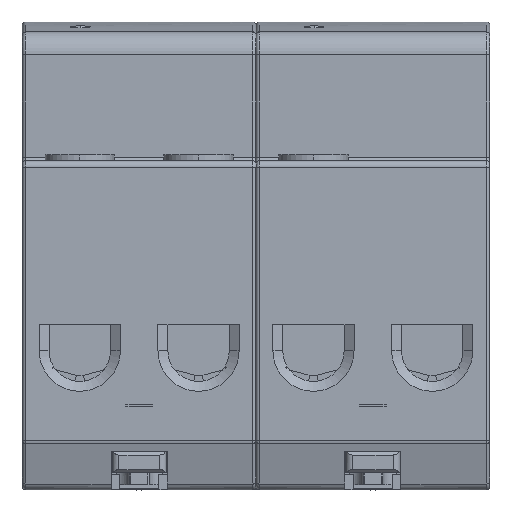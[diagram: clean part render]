
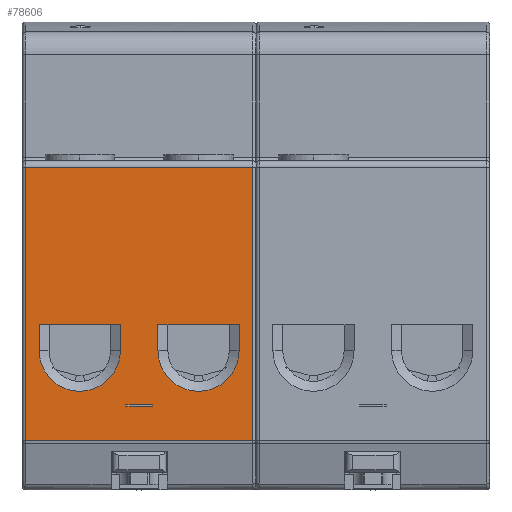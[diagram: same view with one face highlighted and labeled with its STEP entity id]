
A CAD part, left-side view. The second image highlights one B-rep face of the part: STEP entity #78606.
In plain terms, the highlighted planar face has unit normal (-1, 0, 0).
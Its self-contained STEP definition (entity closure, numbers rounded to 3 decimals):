
#2766=DIRECTION('',(0.,-1.,0.));
#2767=VECTOR('',#2766,34.4);
#2768=CARTESIAN_POINT('',(-45.2,17.2,1.71));
#2769=LINE('',#2768,#2767);
#2774=DIRECTION('',(0.,-1.,0.));
#2775=VECTOR('',#2774,4.);
#2776=CARTESIAN_POINT('',(-45.2,2.,6.9));
#2777=LINE('',#2776,#2775);
#2778=DIRECTION('',(0.,0.,1.));
#2779=VECTOR('',#2778,0.2);
#2780=CARTESIAN_POINT('',(-45.2,-2.,6.9));
#2781=LINE('',#2780,#2779);
#2782=DIRECTION('',(0.,1.,0.));
#2783=VECTOR('',#2782,12.3);
#2784=CARTESIAN_POINT('',(-45.2,2.85,19.25));
#2785=LINE('',#2784,#2783);
#2786=DIRECTION('',(0.,0.,-1.));
#2787=VECTOR('',#2786,3.95);
#2788=CARTESIAN_POINT('',(-45.2,15.15,19.25));
#2789=LINE('',#2788,#2787);
#2790=CARTESIAN_POINT('',(-45.2,9.,15.3));
#2791=DIRECTION('',(-1.,0.,0.));
#2792=DIRECTION('',(0.,1.,0.));
#2793=AXIS2_PLACEMENT_3D('',#2790,#2791,#2792);
#2795=CARTESIAN_POINT('',(-45.2,9.,15.3));
#2796=DIRECTION('',(-1.,0.,0.));
#2797=DIRECTION('',(0.,0.,-1.));
#2798=AXIS2_PLACEMENT_3D('',#2795,#2796,#2797);
#2800=DIRECTION('',(0.,0.,1.));
#2801=VECTOR('',#2800,3.95);
#2802=CARTESIAN_POINT('',(-45.2,2.85,15.3));
#2803=LINE('',#2802,#2801);
#2804=DIRECTION('',(0.,1.,0.));
#2805=VECTOR('',#2804,12.3);
#2806=CARTESIAN_POINT('',(-45.2,-15.15,19.25));
#2807=LINE('',#2806,#2805);
#2808=DIRECTION('',(0.,0.,-1.));
#2809=VECTOR('',#2808,3.95);
#2810=CARTESIAN_POINT('',(-45.2,-2.85,19.25));
#2811=LINE('',#2810,#2809);
#2812=CARTESIAN_POINT('',(-45.2,-9.,15.3));
#2813=DIRECTION('',(-1.,0.,0.));
#2814=DIRECTION('',(0.,1.,0.));
#2815=AXIS2_PLACEMENT_3D('',#2812,#2813,#2814);
#2817=CARTESIAN_POINT('',(-45.2,-9.,15.3));
#2818=DIRECTION('',(-1.,0.,0.));
#2819=DIRECTION('',(0.,0.,-1.));
#2820=AXIS2_PLACEMENT_3D('',#2817,#2818,#2819);
#2822=DIRECTION('',(0.,0.,1.));
#2823=VECTOR('',#2822,3.95);
#2824=CARTESIAN_POINT('',(-45.2,-15.15,
15.3));
#2825=LINE('',#2824,#2823);
#2830=DIRECTION('',(0.,0.,1.));
#2831=VECTOR('',#2830,41.39);
#2832=CARTESIAN_POINT('',(-45.2,-17.2,1.71));
#2833=LINE('',#2832,#2831);
#3180=DIRECTION('',(0.,0.,-1.));
#3181=VECTOR('',#3180,41.39);
#3182=CARTESIAN_POINT('',(-45.2,17.2,43.1));
#3183=LINE('',#3182,#3181);
#3258=DIRECTION('',(0.,1.,0.));
#3259=VECTOR('',#3258,34.4);
#3260=CARTESIAN_POINT('',(-45.2,-17.2,43.1));
#3261=LINE('',#3260,#3259);
#8298=DIRECTION('',(0.,-1.,0.));
#8299=VECTOR('',#8298,4.);
#8300=CARTESIAN_POINT('',(-45.2,2.,7.1));
#8301=LINE('',#8300,#8299);
#8314=DIRECTION('',(0.,0.,1.));
#8315=VECTOR('',#8314,0.2);
#8316=CARTESIAN_POINT('',(-45.2,2.,6.9));
#8317=LINE('',#8316,#8315);
#59756=CARTESIAN_POINT('',(-45.2,17.2,43.1));
#59757=VERTEX_POINT('',#59756);
#59758=CARTESIAN_POINT('',(-45.2,17.2,1.71));
#59759=VERTEX_POINT('',#59758);
#62417=CARTESIAN_POINT('',(-45.2,-2.,7.1));
#62418=VERTEX_POINT('',#62417);
#62419=CARTESIAN_POINT('',(-45.2,-2.,6.9));
#62420=VERTEX_POINT('',#62419);
#62423=CARTESIAN_POINT('',(-45.2,2.,7.1));
#62424=VERTEX_POINT('',#62423);
#62429=CARTESIAN_POINT('',(-45.2,2.,6.9));
#62430=VERTEX_POINT('',#62429);
#63147=CARTESIAN_POINT('',(-45.2,-17.2,1.71));
#63148=VERTEX_POINT('',#63147);
#63151=CARTESIAN_POINT('',(-45.2,-17.2,43.1));
#63152=VERTEX_POINT('',#63151);
#63153=CARTESIAN_POINT('',(-45.2,2.85,19.25));
#63154=CARTESIAN_POINT('',(-45.2,15.15,19.25));
#63155=VERTEX_POINT('',#63153);
#63156=VERTEX_POINT('',#63154);
#63157=CARTESIAN_POINT('',(-45.2,15.15,
15.3));
#63158=VERTEX_POINT('',#63157);
#63159=CARTESIAN_POINT('',(-45.2,9.,9.15));
#63160=VERTEX_POINT('',#63159);
#63161=CARTESIAN_POINT('',(-45.2,2.85,15.3));
#63162=VERTEX_POINT('',#63161);
#63163=CARTESIAN_POINT('',(-45.2,-15.15,19.25));
#63164=CARTESIAN_POINT('',(-45.2,-2.85,19.25));
#63165=VERTEX_POINT('',#63163);
#63166=VERTEX_POINT('',#63164);
#63167=CARTESIAN_POINT('',(-45.2,-2.85,
15.3));
#63168=VERTEX_POINT('',#63167);
#63169=CARTESIAN_POINT('',(-45.2,-9.,9.15));
#63170=VERTEX_POINT('',#63169);
#63171=CARTESIAN_POINT('',(-45.2,-15.15,15.3));
#63172=VERTEX_POINT('',#63171);
#78558=CARTESIAN_POINT('',(-45.2,-17.7,5.6));
#78559=DIRECTION('',(1.,0.,0.));
#78560=DIRECTION('',(0.,0.,-1.));
#78561=AXIS2_PLACEMENT_3D('',#78558,#78559,#78560);
#78562=PLANE('',#78561);
#78564=ORIENTED_EDGE('',*,*,#78563,.F.);
#78565=ORIENTED_EDGE('',*,*,#78548,.F.);
#78567=ORIENTED_EDGE('',*,*,#78566,.F.);
#78569=ORIENTED_EDGE('',*,*,#78568,.F.);
#78570=EDGE_LOOP('',(#78564,#78565,#78567,#78569));
#78571=FACE_OUTER_BOUND('',#78570,.F.);
#78573=ORIENTED_EDGE('',*,*,#78572,.F.);
#78575=ORIENTED_EDGE('',*,*,#78574,.T.);
#78577=ORIENTED_EDGE('',*,*,#78576,.T.);
#78579=ORIENTED_EDGE('',*,*,#78578,.F.);
#78580=EDGE_LOOP('',(#78573,#78575,#78577,#78579));
#78581=FACE_BOUND('',#78580,.F.);
#78583=ORIENTED_EDGE('',*,*,#78582,.T.);
#78585=ORIENTED_EDGE('',*,*,#78584,.T.);
#78587=ORIENTED_EDGE('',*,*,#78586,.T.);
#78589=ORIENTED_EDGE('',*,*,#78588,.T.);
#78591=ORIENTED_EDGE('',*,*,#78590,.T.);
#78592=EDGE_LOOP('',(#78583,#78585,#78587,#78589,#78591));
#78593=FACE_BOUND('',#78592,.F.);
#78595=ORIENTED_EDGE('',*,*,#78594,.T.);
#78597=ORIENTED_EDGE('',*,*,#78596,.T.);
#78599=ORIENTED_EDGE('',*,*,#78598,.T.);
#78601=ORIENTED_EDGE('',*,*,#78600,.T.);
#78603=ORIENTED_EDGE('',*,*,#78602,.T.);
#78604=EDGE_LOOP('',(#78595,#78597,#78599,#78601,#78603));
#78605=FACE_BOUND('',#78604,.F.);
#78606=ADVANCED_FACE('',(#78571,#78581,#78593,#78605),#78562,.F.);
#2794=CIRCLE('',#2793,6.15);
#2799=CIRCLE('',#2798,6.15);
#2816=CIRCLE('',#2815,6.15);
#2821=CIRCLE('',#2820,6.15);
#78548=EDGE_CURVE('',#59759,#63148,#2769,.T.);
#78563=EDGE_CURVE('',#63148,#63152,#2833,.T.);
#78566=EDGE_CURVE('',#59757,#59759,#3183,.T.);
#78568=EDGE_CURVE('',#63152,#59757,#3261,.T.);
#78572=EDGE_CURVE('',#62430,#62424,#8317,.T.);
#78574=EDGE_CURVE('',#62430,#62420,#2777,.T.);
#78576=EDGE_CURVE('',#62420,#62418,#2781,.T.);
#78578=EDGE_CURVE('',#62424,#62418,#8301,.T.);
#78582=EDGE_CURVE('',#63155,#63156,#2785,.T.);
#78584=EDGE_CURVE('',#63156,#63158,#2789,.T.);
#78586=EDGE_CURVE('',#63158,#63160,#2794,.T.);
#78588=EDGE_CURVE('',#63160,#63162,#2799,.T.);
#78590=EDGE_CURVE('',#63162,#63155,#2803,.T.);
#78594=EDGE_CURVE('',#63165,#63166,#2807,.T.);
#78596=EDGE_CURVE('',#63166,#63168,#2811,.T.);
#78598=EDGE_CURVE('',#63168,#63170,#2816,.T.);
#78600=EDGE_CURVE('',#63170,#63172,#2821,.T.);
#78602=EDGE_CURVE('',#63172,#63165,#2825,.T.);
